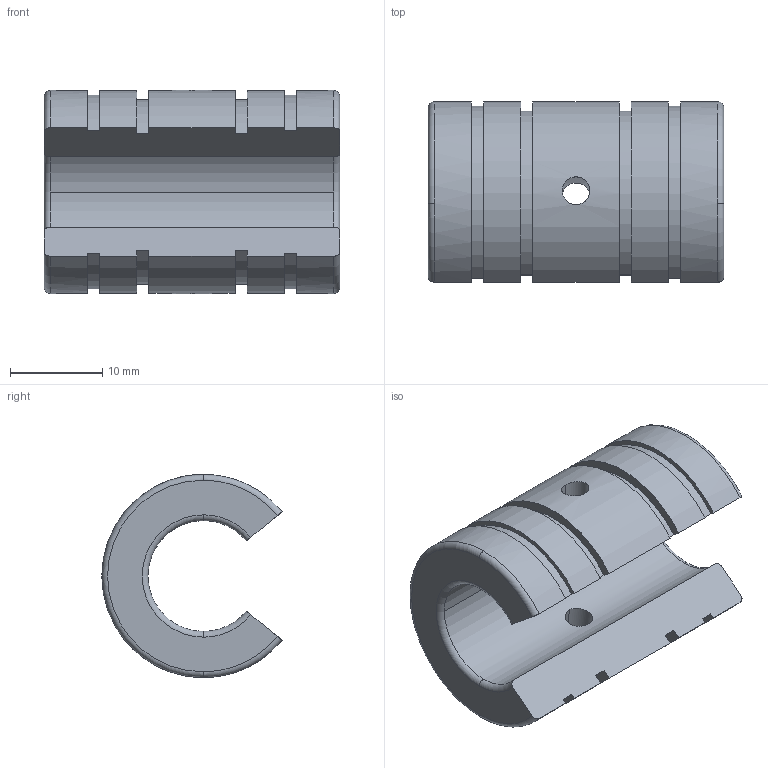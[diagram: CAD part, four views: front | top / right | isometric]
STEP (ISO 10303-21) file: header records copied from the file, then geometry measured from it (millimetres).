
FILE_DESCRIPTION( ( '' ), '1' );
FILE_NAME( 'fmcn_12_2_03.stp', '2008-04-10T07:24:42', ( '' ), ( '' ), ' ', ' ', ' ' );
FILE_SCHEMA( ( 'CONFIG_CONTROL_DESIGN' ) );
Length unit declared in the file: millimetre
Products named in the file (1): 1
Bounding box: 32 x 19.53 x 22 mm (x, y, z)
Volume: 6392.2 mm3; surface area: 3717.6 mm2
Topology: 1 solids, 1 shells, 48 faces, 140 edges, 94 vertices
Faces by surface type: cylinder 24, torus 12, plane 12
Entity records: 2036 total; most frequent: CARTESIAN_POINT 675, DIRECTION 288, ORIENTED_EDGE 280, EDGE_CURVE 140, AXIS2_PLACEMENT_3D 117, VERTEX_POINT 94, CIRCLE 68, LINE 54
